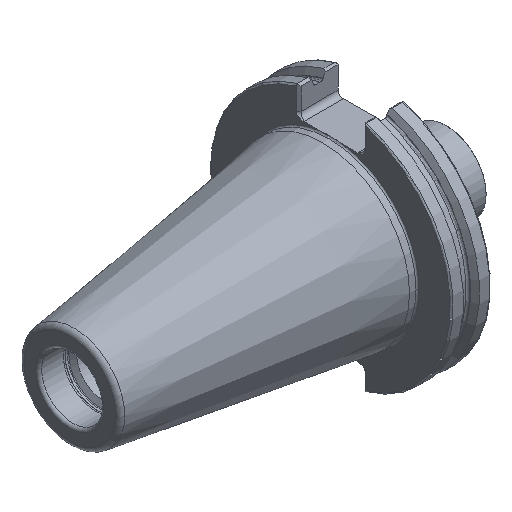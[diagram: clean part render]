
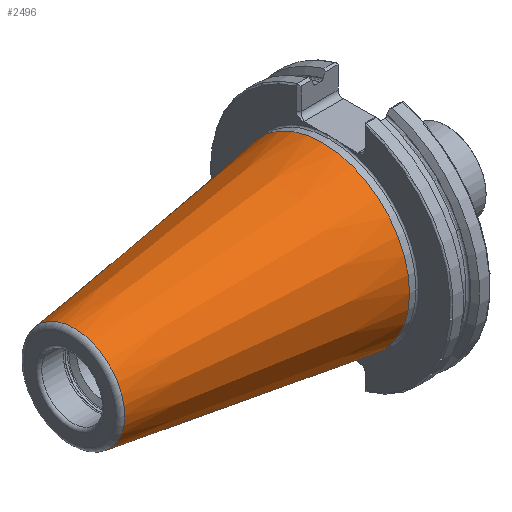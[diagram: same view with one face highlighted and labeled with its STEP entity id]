
A CAD part, isometric view. The second image highlights one B-rep face of the part: STEP entity #2496.
In plain terms, the highlighted conical face has half-angle 8.297 degrees and reference radius 34.925 mm.
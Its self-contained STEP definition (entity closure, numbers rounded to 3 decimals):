
#388 = EDGE_CURVE ( 'NONE', #3805, #3805, #4038, .T. ) ;
#551 = FACE_BOUND ( 'NONE', #1783, .T. ) ;
#1044 = CIRCLE ( 'NONE', #2112, 34.925 ) ;
#1237 = DIRECTION ( 'NONE',  ( 0., 0., -1. ) ) ;
#1453 = FACE_OUTER_BOUND ( 'NONE', #2620, .T. ) ;
#1525 = AXIS2_PLACEMENT_3D ( 'NONE', #3276, #1916, #1237 ) ;
#1768 = DIRECTION ( 'NONE',  ( 0., 0., 1. ) ) ;
#1783 = EDGE_LOOP ( 'NONE', ( #3983 ) ) ;
#1809 = CONICAL_SURFACE ( 'NONE', #1525, 34.925, 0.145 ) ;
#1916 = DIRECTION ( 'NONE',  ( 1., 0., 0. ) ) ;
#2112 = AXIS2_PLACEMENT_3D ( 'NONE', #3958, #4319, #4282 ) ;
#2496 = ADVANCED_FACE ( 'NONE', ( #551, #1453 ), #1809, .T. ) ;
#2523 = EDGE_CURVE ( 'NONE', #3866, #3866, #1044, .T. ) ;
#2591 = CARTESIAN_POINT ( 'NONE',  ( 0., 0., 34.925 ) ) ;
#2620 = EDGE_LOOP ( 'NONE', ( #3959 ) ) ;
#2890 = AXIS2_PLACEMENT_3D ( 'NONE', #3789, #3095, #1768 ) ;
#3095 = DIRECTION ( 'NONE',  ( -1., 0., 0. ) ) ;
#3276 = CARTESIAN_POINT ( 'NONE',  ( 0., 0., 0. ) ) ;
#3789 = CARTESIAN_POINT ( 'NONE',  ( -99.889, 0., 0. ) ) ;
#3805 = VERTEX_POINT ( 'NONE', #4152 ) ;
#3866 = VERTEX_POINT ( 'NONE', #2591 ) ;
#3958 = CARTESIAN_POINT ( 'NONE',  ( 0., 0., 0. ) ) ;
#3959 = ORIENTED_EDGE ( 'NONE', *, *, #2523, .T. ) ;
#3983 = ORIENTED_EDGE ( 'NONE', *, *, #388, .F. ) ;
#4038 = CIRCLE ( 'NONE', #2890, 20.358 ) ;
#4152 = CARTESIAN_POINT ( 'NONE',  ( -99.889, 0., 20.358 ) ) ;
#4282 = DIRECTION ( 'NONE',  ( 0., 0., 1. ) ) ;
#4319 = DIRECTION ( 'NONE',  ( -1., 0., 0. ) ) ;
